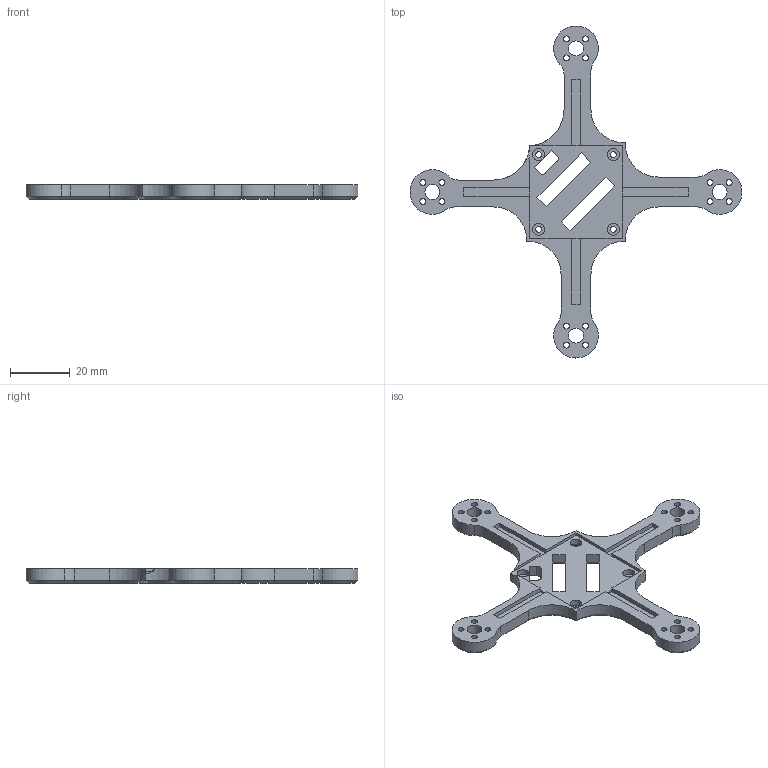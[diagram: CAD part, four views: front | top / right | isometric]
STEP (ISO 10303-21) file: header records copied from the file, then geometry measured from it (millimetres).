
FILE_DESCRIPTION(/* description */ (''),/* implementation_level */ '2;1');
FILE_NAME(/* name */ '25mmFC 2in prop.step',/* time_stamp */ '2023-12-06T22:15:35-08:00',/* author */ (''),/* organization */ (''),/* preprocessor_version */ 'ST-DEVELOPER v20',/* originating_system */ 'Autodesk Translation Framework v12.14.0.127',/* authorisation */ '');
FILE_SCHEMA (('AUTOMOTIVE_DESIGN { 1 0 10303 214 3 1 1 }'));
Length unit declared in the file: millimetre
Products named in the file (1): Drone Frames
Bounding box: 111 x 111 x 5 mm (x, y, z)
Volume: 11227.1 mm3; surface area: 8901.2 mm2
Topology: 1 solids, 1 shells, 187 faces, 434 edges, 273 vertices
Faces by surface type: plane 85, cylinder 82, cone 20
Full cylindrical faces by diameter (mm): 2 x20, 3 x16, 4 x8, 5 x4
Entity records: 5476 total; most frequent: DIRECTION 974, CARTESIAN_POINT 936, ORIENTED_EDGE 868, EDGE_CURVE 434, AXIS2_PLACEMENT_3D 361, VERTEX_POINT 273, EDGE_LOOP 264, LINE 252
